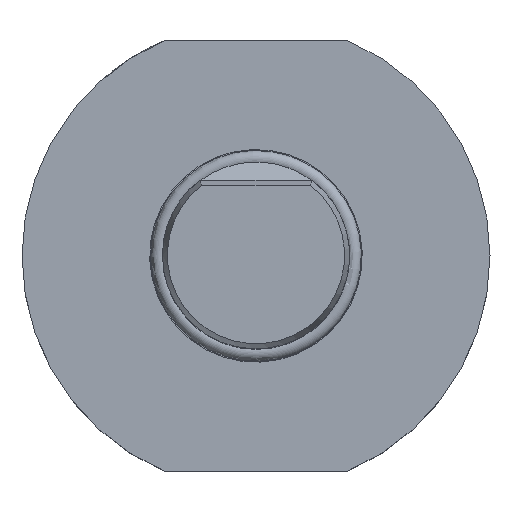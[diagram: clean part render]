
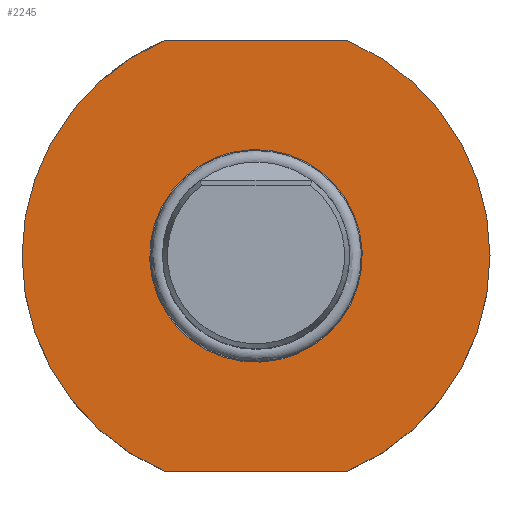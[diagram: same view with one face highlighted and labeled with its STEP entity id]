
A CAD part, top view. The second image highlights one B-rep face of the part: STEP entity #2245.
In plain terms, the highlighted planar face has unit normal (0, 0, 1).
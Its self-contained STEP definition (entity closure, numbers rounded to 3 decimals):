
#179 = DIRECTION ( 'NONE',  ( 0., 0., 1. ) ) ;
#415 = VERTEX_POINT ( 'NONE', #8610 ) ;
#460 = CIRCLE ( 'NONE', #1507, 25. ) ;
#1507 = AXIS2_PLACEMENT_3D ( 'NONE', #2875, #3972, #4808 ) ;
#1589 = PLANE ( 'NONE',  #5521 ) ;
#1728 = LINE ( 'NONE', #9916, #13536 ) ;
#2161 = VERTEX_POINT ( 'NONE', #10118 ) ;
#2245 = ADVANCED_FACE ( 'Defeature completata1_47', ( #2765, #11009 ), #1589, .T. ) ;
#2569 = DIRECTION ( 'NONE',  ( 1., 0., 0. ) ) ;
#2765 = FACE_BOUND ( 'NONE', #12457, .T. ) ;
#2875 = CARTESIAN_POINT ( 'NONE',  ( 0., 0., 0. ) ) ;
#3009 = CIRCLE ( 'NONE', #10473, 25. ) ;
#3681 = EDGE_CURVE ( 'NONE', #6163, #2161, #460, .T. ) ;
#3875 = CARTESIAN_POINT ( 'NONE',  ( 0., 0., 0. ) ) ;
#3972 = DIRECTION ( 'NONE',  ( 0., 0., 1. ) ) ;
#4370 = DIRECTION ( 'NONE',  ( -1., 0., 0. ) ) ;
#4645 = DIRECTION ( 'NONE',  ( -1., 0., 0. ) ) ;
#4808 = DIRECTION ( 'NONE',  ( -1., 0., 0. ) ) ;
#5521 = AXIS2_PLACEMENT_3D ( 'NONE', #3875, #5797, #10046 ) ;
#5782 = AXIS2_PLACEMENT_3D ( 'NONE', #8656, #179, #7779 ) ;
#5797 = DIRECTION ( 'NONE',  ( 0., 0., 1. ) ) ;
#6163 = VERTEX_POINT ( 'NONE', #10914 ) ;
#6454 = CARTESIAN_POINT ( 'NONE',  ( -9.798, -23., 0. ) ) ;
#6693 = CARTESIAN_POINT ( 'NONE',  ( 0., 0., 0. ) ) ;
#7146 = EDGE_CURVE ( 'NONE', #415, #415, #11488, .T. ) ;
#7732 = LINE ( 'NONE', #9845, #9083 ) ;
#7779 = DIRECTION ( 'NONE',  ( 1., 0., 0. ) ) ;
#7810 = ORIENTED_EDGE ( 'NONE', *, *, #7146, .F. ) ;
#7936 = ORIENTED_EDGE ( 'NONE', *, *, #11341, .T. ) ;
#8610 = CARTESIAN_POINT ( 'NONE',  ( 10.372, 0., 0. ) ) ;
#8656 = CARTESIAN_POINT ( 'NONE',  ( 0., 0., 0. ) ) ;
#8661 = CARTESIAN_POINT ( 'NONE',  ( -9.798, 23., 0. ) ) ;
#8751 = DIRECTION ( 'NONE',  ( 0., 0., 1. ) ) ;
#8848 = VERTEX_POINT ( 'NONE', #8661 ) ;
#8990 = ORIENTED_EDGE ( 'NONE', *, *, #12829, .T. ) ;
#9083 = VECTOR ( 'NONE', #4645, 1000. ) ;
#9845 = CARTESIAN_POINT ( 'NONE',  ( 10., 23., 0. ) ) ;
#9916 = CARTESIAN_POINT ( 'NONE',  ( -10., -23., 0. ) ) ;
#10046 = DIRECTION ( 'NONE',  ( 1., 0., 0. ) ) ;
#10118 = CARTESIAN_POINT ( 'NONE',  ( 9.798, 23., 0. ) ) ;
#10459 = EDGE_LOOP ( 'NONE', ( #8990, #12259, #7936, #11345 ) ) ;
#10473 = AXIS2_PLACEMENT_3D ( 'NONE', #6693, #8751, #4370 ) ;
#10857 = EDGE_CURVE ( 'NONE', #8848, #11498, #3009, .T. ) ;
#10914 = CARTESIAN_POINT ( 'NONE',  ( 9.798, -23., 0. ) ) ;
#11009 = FACE_OUTER_BOUND ( 'NONE', #10459, .T. ) ;
#11341 = EDGE_CURVE ( 'NONE', #2161, #8848, #7732, .T. ) ;
#11345 = ORIENTED_EDGE ( 'NONE', *, *, #10857, .T. ) ;
#11488 = CIRCLE ( 'NONE', #5782, 10.372 ) ;
#11498 = VERTEX_POINT ( 'NONE', #6454 ) ;
#12259 = ORIENTED_EDGE ( 'NONE', *, *, #3681, .T. ) ;
#12457 = EDGE_LOOP ( 'NONE', ( #7810 ) ) ;
#12829 = EDGE_CURVE ( 'NONE', #11498, #6163, #1728, .T. ) ;
#13536 = VECTOR ( 'NONE', #2569, 1000. ) ;
